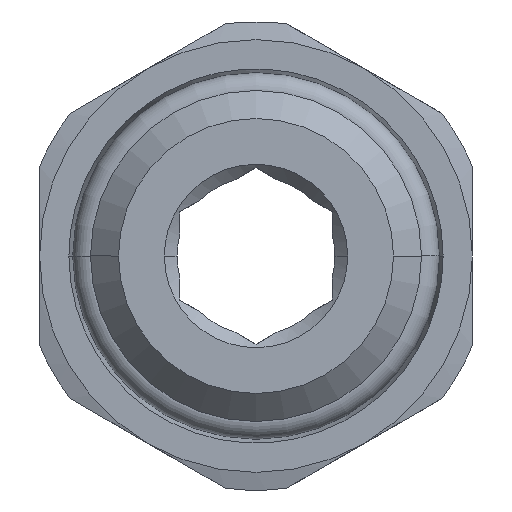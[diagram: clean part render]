
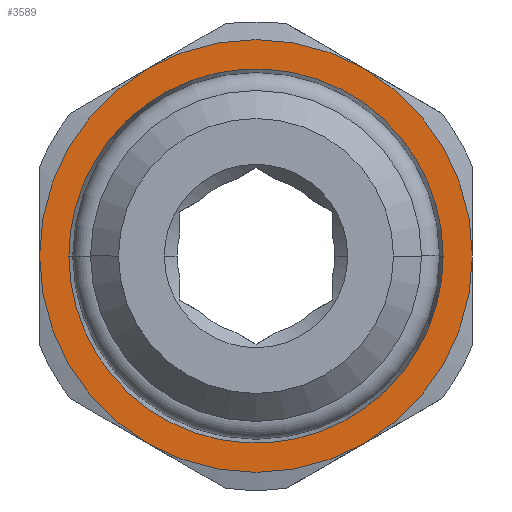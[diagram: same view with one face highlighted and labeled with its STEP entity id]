
A CAD part, front view. The second image highlights one B-rep face of the part: STEP entity #3589.
In plain terms, the highlighted planar face has unit normal (0, -1, 0).
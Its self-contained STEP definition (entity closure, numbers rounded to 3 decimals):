
#197=CARTESIAN_POINT('Vertex',(4.25,7.,7.361)) ;
#1305=CARTESIAN_POINT('Vertex',(-4.25,7.,7.361)) ;
#1388=CARTESIAN_POINT('Vertex',(8.5,7.,0.)) ;
#1454=CARTESIAN_POINT('Vertex',(4.25,7.,-7.361)) ;
#2362=CARTESIAN_POINT('Vertex',(-4.25,7.,-7.361)) ;
#2428=CARTESIAN_POINT('Vertex',(-8.5,7.,0.)) ;
#3349=CARTESIAN_POINT('Axis2P3D Location',(0.,7.,0.)) ;
#3366=CARTESIAN_POINT('Axis2P3D Location',(0.,7.,0.)) ;
#3383=CARTESIAN_POINT('Axis2P3D Location',(0.,7.,0.)) ;
#3400=CARTESIAN_POINT('Axis2P3D Location',(0.,7.,0.)) ;
#3417=CARTESIAN_POINT('Axis2P3D Location',(0.,7.,0.)) ;
#3434=CARTESIAN_POINT('Axis2P3D Location',(0.,7.,0.)) ;
#3516=CARTESIAN_POINT('Axis2P3D Location',(0.,7.,0.)) ;
#3530=CARTESIAN_POINT('Control Point',(7.35,7.,0.)) ;
#3531=CARTESIAN_POINT('Control Point',(7.35,7.,0.664)) ;
#3532=CARTESIAN_POINT('Control Point',(7.275,7.,1.328)) ;
#3533=CARTESIAN_POINT('Control Point',(7.125,7.,1.981)) ;
#3534=CARTESIAN_POINT('Control Point',(6.68,7.,3.241)) ;
#3535=CARTESIAN_POINT('Control Point',(5.965,7.,4.371)) ;
#3536=CARTESIAN_POINT('Control Point',(5.545,7.,4.893)) ;
#3537=CARTESIAN_POINT('Control Point',(4.595,7.,5.832)) ;
#3538=CARTESIAN_POINT('Control Point',(3.459,7.,6.536)) ;
#3539=CARTESIAN_POINT('Control Point',(2.853,7.,6.823)) ;
#3540=CARTESIAN_POINT('Control Point',(1.588,7.,7.253)) ;
#3541=CARTESIAN_POINT('Control Point',(0.258,7.,7.391)) ;
#3542=CARTESIAN_POINT('Control Point',(-0.411,7.,7.384)) ;
#3543=CARTESIAN_POINT('Control Point',(-1.738,7.,7.219)) ;
#3544=CARTESIAN_POINT('Control Point',(-2.994,7.,6.762)) ;
#3545=CARTESIAN_POINT('Control Point',(-3.593,7.,6.464)) ;
#3546=CARTESIAN_POINT('Control Point',(-4.715,7.,5.736)) ;
#3547=CARTESIAN_POINT('Control Point',(-5.645,7.,4.777)) ;
#3548=CARTESIAN_POINT('Control Point',(-6.055,7.,4.246)) ;
#3549=CARTESIAN_POINT('Control Point',(-6.73,7.,3.129)) ;
#3550=CARTESIAN_POINT('Control Point',(-7.145,7.,1.891)) ;
#3551=CARTESIAN_POINT('Control Point',(-7.282,7.,1.267)) ;
#3552=CARTESIAN_POINT('Control Point',(-7.35,7.,0.634)) ;
#3553=CARTESIAN_POINT('Control Point',(-7.35,7.,0.)) ;
#3554=CARTESIAN_POINT('Vertex',(7.35,7.,0.)) ;
#3556=CARTESIAN_POINT('Vertex',(-7.35,7.,0.)) ;
#3560=CARTESIAN_POINT('Control Point',(-7.35,7.,0.)) ;
#3561=CARTESIAN_POINT('Control Point',(-7.35,7.,-0.664)) ;
#3562=CARTESIAN_POINT('Control Point',(-7.275,7.,-1.328)) ;
#3563=CARTESIAN_POINT('Control Point',(-7.125,7.,-1.981)) ;
#3564=CARTESIAN_POINT('Control Point',(-6.68,7.,-3.241)) ;
#3565=CARTESIAN_POINT('Control Point',(-5.965,7.,-4.371)) ;
#3566=CARTESIAN_POINT('Control Point',(-5.545,7.,-4.893)) ;
#3567=CARTESIAN_POINT('Control Point',(-4.595,7.,-5.832)) ;
#3568=CARTESIAN_POINT('Control Point',(-3.459,7.,-6.536)) ;
#3569=CARTESIAN_POINT('Control Point',(-2.853,7.,-6.823)) ;
#3570=CARTESIAN_POINT('Control Point',(-1.588,7.,-7.253)) ;
#3571=CARTESIAN_POINT('Control Point',(-0.258,7.,-7.391)) ;
#3572=CARTESIAN_POINT('Control Point',(0.411,7.,-7.384)) ;
#3573=CARTESIAN_POINT('Control Point',(1.738,7.,-7.219)) ;
#3574=CARTESIAN_POINT('Control Point',(2.994,7.,-6.762)) ;
#3575=CARTESIAN_POINT('Control Point',(3.593,7.,-6.464)) ;
#3576=CARTESIAN_POINT('Control Point',(4.715,7.,-5.736)) ;
#3577=CARTESIAN_POINT('Control Point',(5.645,7.,-4.777)) ;
#3578=CARTESIAN_POINT('Control Point',(6.055,7.,-4.246)) ;
#3579=CARTESIAN_POINT('Control Point',(6.73,7.,-3.129)) ;
#3580=CARTESIAN_POINT('Control Point',(7.145,7.,-1.891)) ;
#3581=CARTESIAN_POINT('Control Point',(7.282,7.,-1.267)) ;
#3582=CARTESIAN_POINT('Control Point',(7.35,7.,-0.634)) ;
#3583=CARTESIAN_POINT('Control Point',(7.35,7.,0.)) ;
#3350=DIRECTION('Axis2P3D Direction',(-0.,1.,0.)) ;
#3367=DIRECTION('Axis2P3D Direction',(-0.,1.,0.)) ;
#3384=DIRECTION('Axis2P3D Direction',(-0.,1.,0.)) ;
#3401=DIRECTION('Axis2P3D Direction',(-0.,1.,0.)) ;
#3418=DIRECTION('Axis2P3D Direction',(-0.,1.,0.)) ;
#3435=DIRECTION('Axis2P3D Direction',(-0.,1.,0.)) ;
#3517=DIRECTION('Axis2P3D Direction',(-0.,1.,0.)) ;
#3518=DIRECTION('Axis2P3D XDirection',(1.,0.,0.)) ;
#3351=AXIS2_PLACEMENT_3D('Circle Axis2P3D',#3349,#3350,$) ;
#3368=AXIS2_PLACEMENT_3D('Circle Axis2P3D',#3366,#3367,$) ;
#3385=AXIS2_PLACEMENT_3D('Circle Axis2P3D',#3383,#3384,$) ;
#3402=AXIS2_PLACEMENT_3D('Circle Axis2P3D',#3400,#3401,$) ;
#3419=AXIS2_PLACEMENT_3D('Circle Axis2P3D',#3417,#3418,$) ;
#3436=AXIS2_PLACEMENT_3D('Circle Axis2P3D',#3434,#3435,$) ;
#3519=AXIS2_PLACEMENT_3D('Plane Axis2P3D',#3516,#3517,#3518) ;
#3522=ORIENTED_EDGE('',*,*,#3438,.T.) ;
#3523=ORIENTED_EDGE('',*,*,#3421,.T.) ;
#3524=ORIENTED_EDGE('',*,*,#3404,.T.) ;
#3525=ORIENTED_EDGE('',*,*,#3387,.F.) ;
#3526=ORIENTED_EDGE('',*,*,#3370,.F.) ;
#3527=ORIENTED_EDGE('',*,*,#3353,.F.) ;
#3586=ORIENTED_EDGE('',*,*,#3558,.F.) ;
#3587=ORIENTED_EDGE('',*,*,#3584,.F.) ;
#3588=FACE_BOUND('',#3585,.T.) ;
#3589=ADVANCED_FACE('PN511B-08G14',(#3528,#3588),#3520,.F.) ;
#3529=B_SPLINE_CURVE_WITH_KNOTS('',5,(#3530,#3531,#3532,#3533,#3534,#3535,#3536,#3537,#3538,#3539,#3540,#3541,#3542,#3543,#3544,#3545,#3546,#3547,#3548,#3549,#3550,#3551,#3552,#3553),.UNSPECIFIED.,.F.,.U.,(6,3,3,3,3,3,3,6),(0.,4.696,9.391,14.087,18.783,23.479,28.174,32.655),.UNSPECIFIED.) ;
#3559=B_SPLINE_CURVE_WITH_KNOTS('',5,(#3560,#3561,#3562,#3563,#3564,#3565,#3566,#3567,#3568,#3569,#3570,#3571,#3572,#3573,#3574,#3575,#3576,#3577,#3578,#3579,#3580,#3581,#3582,#3583),.UNSPECIFIED.,.F.,.U.,(6,3,3,3,3,3,3,6),(0.,4.696,9.391,14.087,18.783,23.479,28.174,32.655),.UNSPECIFIED.) ;
#3352=CIRCLE('generated circle',#3351,8.5) ;
#3369=CIRCLE('generated circle',#3368,8.5) ;
#3386=CIRCLE('generated circle',#3385,8.5) ;
#3403=CIRCLE('generated circle',#3402,8.5) ;
#3420=CIRCLE('generated circle',#3419,8.5) ;
#3437=CIRCLE('generated circle',#3436,8.5) ;
#3353=EDGE_CURVE('',#2429,#1306,#3352,.T.) ;
#3370=EDGE_CURVE('',#1306,#198,#3369,.T.) ;
#3387=EDGE_CURVE('',#198,#1389,#3386,.T.) ;
#3404=EDGE_CURVE('',#1455,#1389,#3403,.F.) ;
#3421=EDGE_CURVE('',#2363,#1455,#3420,.F.) ;
#3438=EDGE_CURVE('',#2429,#2363,#3437,.F.) ;
#3558=EDGE_CURVE('',#3555,#3557,#3529,.T.) ;
#3584=EDGE_CURVE('',#3557,#3555,#3559,.T.) ;
#3521=EDGE_LOOP('',(#3522,#3523,#3524,#3525,#3526,#3527)) ;
#3585=EDGE_LOOP('',(#3586,#3587)) ;
#3528=FACE_OUTER_BOUND('',#3521,.T.) ;
#3520=PLANE('',#3519) ;
#198=VERTEX_POINT('',#197) ;
#1306=VERTEX_POINT('',#1305) ;
#1389=VERTEX_POINT('',#1388) ;
#1455=VERTEX_POINT('',#1454) ;
#2363=VERTEX_POINT('',#2362) ;
#2429=VERTEX_POINT('',#2428) ;
#3555=VERTEX_POINT('',#3554) ;
#3557=VERTEX_POINT('',#3556) ;
